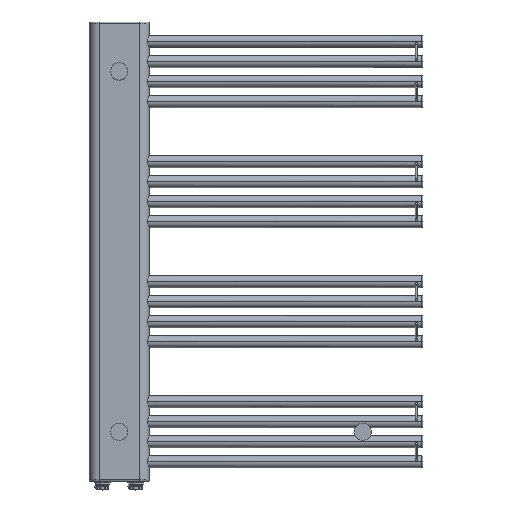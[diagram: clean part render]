
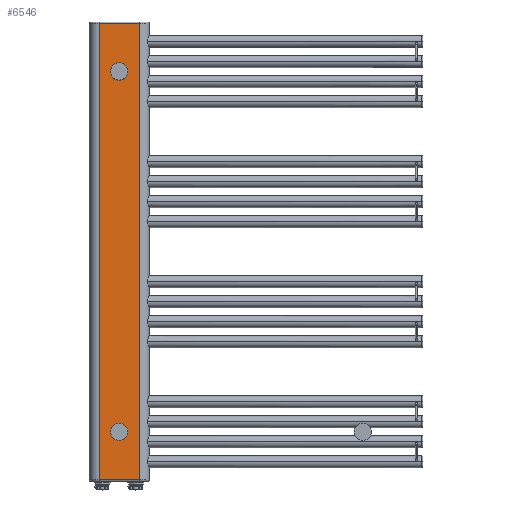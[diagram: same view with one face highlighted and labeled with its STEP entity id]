
A CAD part, top view. The second image highlights one B-rep face of the part: STEP entity #6546.
In plain terms, the highlighted planar face has unit normal (0, 0, 1).
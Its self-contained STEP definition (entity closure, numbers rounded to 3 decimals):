
#3496=DIRECTION('',(0.,1.,0.));
#3497=VECTOR('',#3496,684.4);
#3498=CARTESIAN_POINT('',(75.,2.,15.));
#3499=LINE('',#3498,#3497);
#4479=DIRECTION('',(1.,0.,0.));
#4480=VECTOR('',#4479,60.);
#4481=CARTESIAN_POINT('',(15.,686.4,15.));
#4482=LINE('',#4481,#4480);
#4486=DIRECTION('',(-1.,0.,0.));
#4487=VECTOR('',#4486,60.);
#4488=CARTESIAN_POINT('',(75.,2.,15.));
#4489=LINE('',#4488,#4487);
#4493=DIRECTION('',(0.,1.,0.));
#4494=VECTOR('',#4493,684.4);
#4495=CARTESIAN_POINT('',(15.,2.,15.));
#4496=LINE('',#4495,#4494);
#4500=CARTESIAN_POINT('',(45.,614.2,15.));
#4501=DIRECTION('',(0.,0.,1.));
#4502=DIRECTION('',(1.,0.,0.));
#4503=AXIS2_PLACEMENT_3D('',#4500,#4501,#4502);
#4508=CARTESIAN_POINT('',(45.,614.2,15.));
#4509=DIRECTION('',(0.,0.,1.));
#4510=DIRECTION('',(-1.,0.,0.));
#4511=AXIS2_PLACEMENT_3D('',#4508,#4509,#4510);
#4516=CARTESIAN_POINT('',(45.,74.2,15.));
#4517=DIRECTION('',(0.,0.,1.));
#4518=DIRECTION('',(1.,0.,0.));
#4519=AXIS2_PLACEMENT_3D('',#4516,#4517,#4518);
#4524=CARTESIAN_POINT('',(45.,74.2,15.));
#4525=DIRECTION('',(0.,0.,1.));
#4526=DIRECTION('',(-1.,0.,0.));
#4527=AXIS2_PLACEMENT_3D('',#4524,#4525,#4526);
#5016=CARTESIAN_POINT('',(15.,686.4,15.));
#5017=VERTEX_POINT('',#5016);
#5020=CARTESIAN_POINT('',(75.,686.4,15.));
#5021=VERTEX_POINT('',#5020);
#5026=CARTESIAN_POINT('',(75.,2.,15.));
#5027=CARTESIAN_POINT('',(15.,2.,15.));
#5028=VERTEX_POINT('',#5026);
#5029=VERTEX_POINT('',#5027);
#5070=CARTESIAN_POINT('',(54.75,614.2,15.));
#5071=CARTESIAN_POINT('',(35.25,614.2,15.));
#5072=VERTEX_POINT('',#5070);
#5073=VERTEX_POINT('',#5071);
#5074=CARTESIAN_POINT('',(54.75,74.2,15.));
#5075=CARTESIAN_POINT('',(35.25,74.2,15.));
#5076=VERTEX_POINT('',#5074);
#5077=VERTEX_POINT('',#5075);
#6521=CARTESIAN_POINT('',(15.,0.,15.));
#6522=DIRECTION('',(0.,0.,1.));
#6523=DIRECTION('',(1.,0.,0.));
#6524=AXIS2_PLACEMENT_3D('',#6521,#6522,#6523);
#6525=PLANE('',#6524);
#6526=ORIENTED_EDGE('',*,*,#6515,.T.);
#6527=ORIENTED_EDGE('',*,*,#5385,.F.);
#6529=ORIENTED_EDGE('',*,*,#6528,.T.);
#6531=ORIENTED_EDGE('',*,*,#6530,.T.);
#6532=EDGE_LOOP('',(#6526,#6527,#6529,#6531));
#6533=FACE_OUTER_BOUND('',#6532,.F.);
#6535=ORIENTED_EDGE('',*,*,#6534,.T.);
#6537=ORIENTED_EDGE('',*,*,#6536,.T.);
#6538=EDGE_LOOP('',(#6535,#6537));
#6539=FACE_BOUND('',#6538,.F.);
#6541=ORIENTED_EDGE('',*,*,#6540,.T.);
#6543=ORIENTED_EDGE('',*,*,#6542,.T.);
#6544=EDGE_LOOP('',(#6541,#6543));
#6545=FACE_BOUND('',#6544,.F.);
#4504=CIRCLE('',#4503,9.75);
#4512=CIRCLE('',#4511,9.75);
#4520=CIRCLE('',#4519,9.75);
#4528=CIRCLE('',#4527,9.75);
#5385=EDGE_CURVE('',#5028,#5021,#3499,.T.);
#6515=EDGE_CURVE('',#5017,#5021,#4482,.T.);
#6528=EDGE_CURVE('',#5028,#5029,#4489,.T.);
#6530=EDGE_CURVE('',#5029,#5017,#4496,.T.);
#6534=EDGE_CURVE('',#5072,#5073,#4504,.T.);
#6536=EDGE_CURVE('',#5073,#5072,#4512,.T.);
#6540=EDGE_CURVE('',#5076,#5077,#4520,.T.);
#6542=EDGE_CURVE('',#5077,#5076,#4528,.T.);
#6546=ADVANCED_FACE('',(#6533,#6539,#6545),#6525,.T.);
